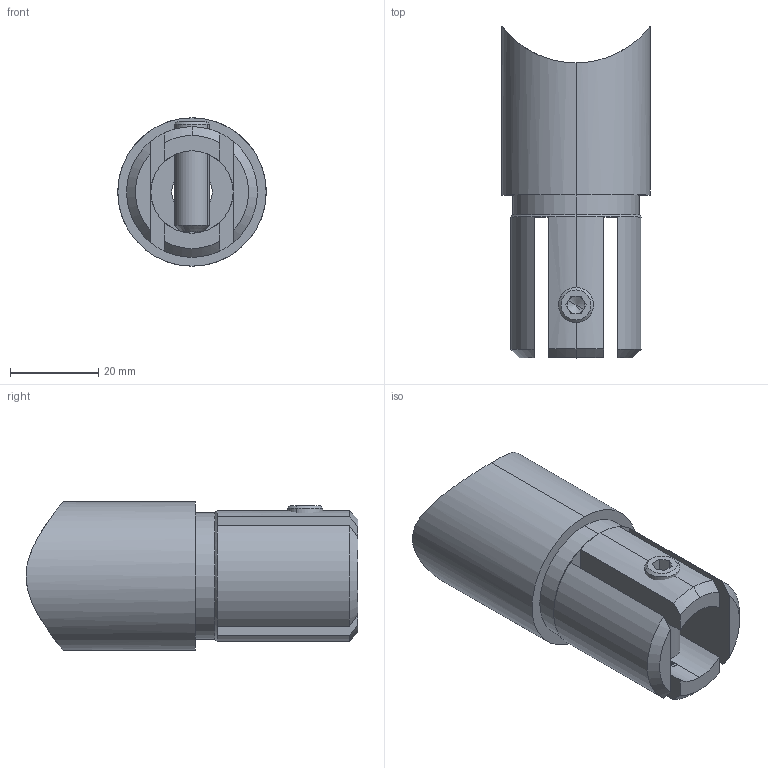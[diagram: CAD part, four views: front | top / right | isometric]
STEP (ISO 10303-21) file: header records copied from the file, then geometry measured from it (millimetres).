
FILE_DESCRIPTION (( 'STEP AP203' ), '1' );
FILE_NAME ('50128-240.step', '2019-07-16T14:36:11', ( '' ), ( '' ), 'SwSTEP 2.0', 'SolidWorks 2015', '' );
FILE_SCHEMA (( 'CONFIG_CONTROL_DESIGN' ));
Length unit declared in the file: millimetre
Products named in the file (3): DIN913_DIN 913 M8x25; 5012X-240 Teil1_50128-240 Teil1; 50128-240
Assembly tree (2 placements, depth 2):
  50128-240
    5012X-240 Teil1_50128-240 Teil1
    DIN913_DIN 913 M8x25
Bounding box: 33.7 x 75.4 x 33.7 mm (x, y, z)
Volume: 34599.7 mm3; surface area: 14094.6 mm2
Topology: 2 solids, 2 shells, 298 faces, 803 edges, 517 vertices
Faces by surface type: plane 124, bspline 103, cylinder 58, cone 13
Entity records: 14233 total; most frequent: CARTESIAN_POINT 7221, ORIENTED_EDGE 1602, DIRECTION 1067, EDGE_CURVE 801, VERTEX_POINT 517, LINE 387, VECTOR 387, AXIS2_PLACEMENT_3D 340
